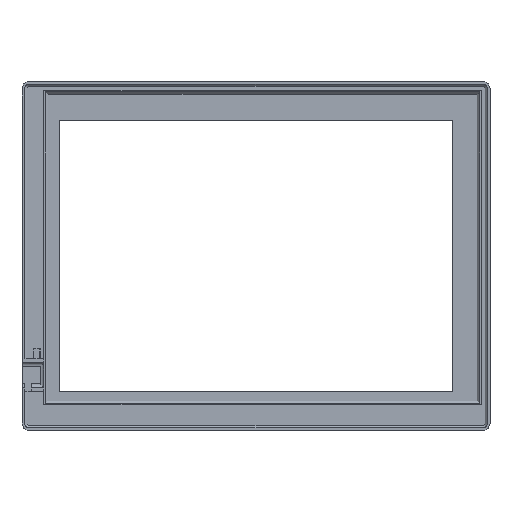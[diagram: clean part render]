
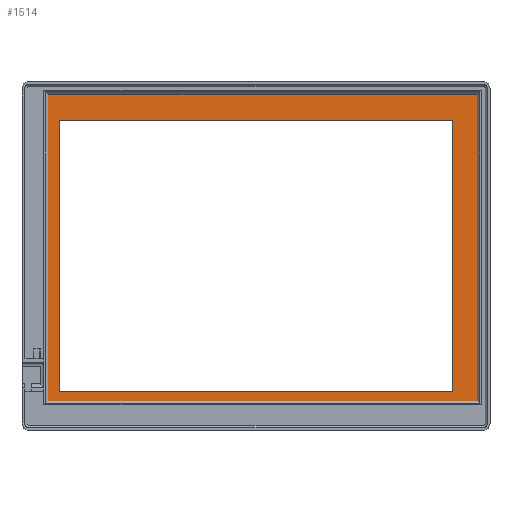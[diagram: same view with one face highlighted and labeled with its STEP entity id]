
A CAD part, top view. The second image highlights one B-rep face of the part: STEP entity #1514.
In plain terms, the highlighted planar face has unit normal (0, 0, 1).
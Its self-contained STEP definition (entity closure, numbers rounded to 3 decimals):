
#84=FACE_BOUND('',#237,.T.);
#152=FACE_OUTER_BOUND('',#236,.T.);
#236=EDGE_LOOP('',(#1295,#1296,#1297,#1298));
#237=EDGE_LOOP('',(#1299,#1300,#1301,#1302));
#294=LINE('',#2112,#467);
#298=LINE('',#2119,#471);
#301=LINE('',#2125,#474);
#302=LINE('',#2127,#475);
#404=LINE('',#2643,#577);
#405=LINE('',#2645,#578);
#406=LINE('',#2647,#579);
#407=LINE('',#2648,#580);
#467=VECTOR('',#1709,10.);
#471=VECTOR('',#1715,10.);
#474=VECTOR('',#1720,10.);
#475=VECTOR('',#1723,10.);
#577=VECTOR('',#1965,10.);
#578=VECTOR('',#1966,10.);
#579=VECTOR('',#1967,10.);
#580=VECTOR('',#1968,10.);
#632=VERTEX_POINT('',#2109);
#633=VERTEX_POINT('',#2111);
#635=VERTEX_POINT('',#2117);
#637=VERTEX_POINT('',#2123);
#724=VERTEX_POINT('',#2641);
#725=VERTEX_POINT('',#2642);
#726=VERTEX_POINT('',#2644);
#727=VERTEX_POINT('',#2646);
#777=EDGE_CURVE('',#633,#632,#294,.T.);
#781=EDGE_CURVE('',#632,#635,#298,.T.);
#784=EDGE_CURVE('',#635,#637,#301,.T.);
#785=EDGE_CURVE('',#637,#633,#302,.T.);
#927=EDGE_CURVE('',#724,#725,#404,.T.);
#928=EDGE_CURVE('',#726,#724,#405,.T.);
#929=EDGE_CURVE('',#727,#726,#406,.T.);
#930=EDGE_CURVE('',#725,#727,#407,.T.);
#1295=ORIENTED_EDGE('',*,*,#777,.T.);
#1296=ORIENTED_EDGE('',*,*,#781,.T.);
#1297=ORIENTED_EDGE('',*,*,#784,.T.);
#1298=ORIENTED_EDGE('',*,*,#785,.T.);
#1299=ORIENTED_EDGE('',*,*,#927,.F.);
#1300=ORIENTED_EDGE('',*,*,#928,.F.);
#1301=ORIENTED_EDGE('',*,*,#929,.F.);
#1302=ORIENTED_EDGE('',*,*,#930,.F.);
#1435=PLANE('',#1627);
#1514=ADVANCED_FACE('',(#152,#84),#1435,.F.);
#1627=AXIS2_PLACEMENT_3D('',#2640,#1963,#1964);
#1709=DIRECTION('',(-1.,0.,0.));
#1715=DIRECTION('',(0.,-1.,0.));
#1720=DIRECTION('',(1.,0.,0.));
#1723=DIRECTION('',(0.,1.,0.));
#1963=DIRECTION('center_axis',(0.,0.,-1.));
#1964=DIRECTION('ref_axis',(-1.,0.,0.));
#1965=DIRECTION('',(0.,-1.,0.));
#1966=DIRECTION('',(-1.,0.,0.));
#1967=DIRECTION('',(0.,1.,0.));
#1968=DIRECTION('',(1.,0.,0.));
#2109=CARTESIAN_POINT('',(-107.2,83.3,2.));
#2111=CARTESIAN_POINT('',(114.,83.3,2.));
#2112=CARTESIAN_POINT('',(-53.6,83.3,2.));
#2117=CARTESIAN_POINT('',(-107.2,-74.7,2.));
#2119=CARTESIAN_POINT('',(-107.2,-37.35,2.));
#2123=CARTESIAN_POINT('',(114.,-74.7,2.));
#2125=CARTESIAN_POINT('',(57.,-74.7,2.));
#2127=CARTESIAN_POINT('',(114.,41.65,2.));
#2640=CARTESIAN_POINT('Origin',(0.,0.,
2.));
#2641=CARTESIAN_POINT('',(-101.4,69.8,2.));
#2642=CARTESIAN_POINT('',(-101.4,-69.8,2.));
#2643=CARTESIAN_POINT('',(-101.4,-34.9,2.));
#2644=CARTESIAN_POINT('',(101.4,69.8,2.));
#2645=CARTESIAN_POINT('',(-50.7,69.8,2.));
#2646=CARTESIAN_POINT('',(101.4,-69.8,2.));
#2647=CARTESIAN_POINT('',(101.4,34.9,2.));
#2648=CARTESIAN_POINT('',(50.7,-69.8,2.));
